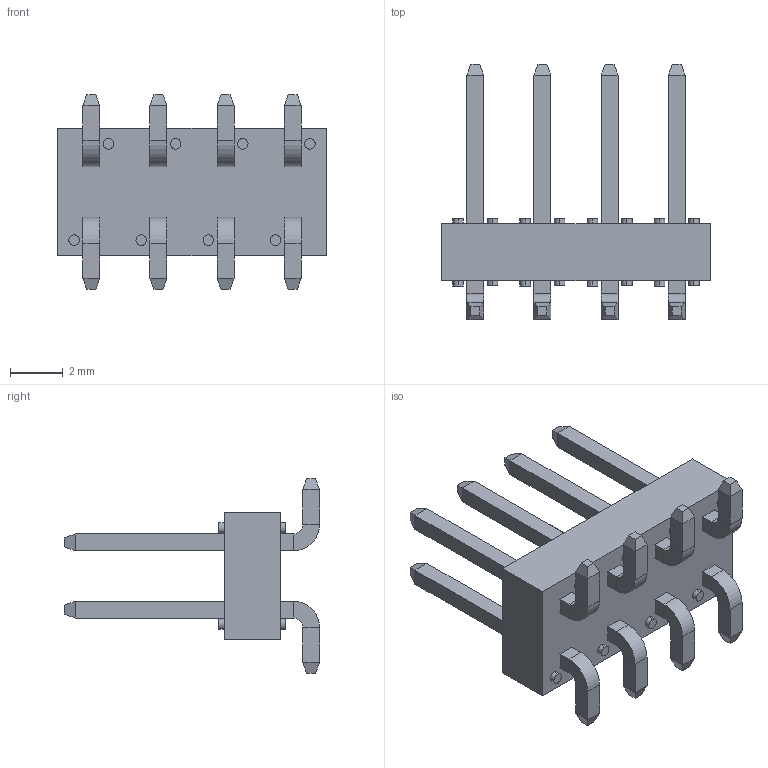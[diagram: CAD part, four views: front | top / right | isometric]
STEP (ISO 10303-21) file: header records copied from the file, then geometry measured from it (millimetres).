
FILE_DESCRIPTION (( 'STEP AP214' ), '1' );
FILE_NAME ('54202-S08-04A.STEP', '2022-04-13T13:51:40', ( '' ), ( '' ), 'SwSTEP 2.0', 'SolidWorks 2017', '' );
FILE_SCHEMA (( 'AUTOMOTIVE_DESIGN' ));
Length unit declared in the file: millimetre
Products named in the file (4): A-Tin; 54202 Tin_04; 54202-S08-04A; B-Tin_Tin
Assembly tree (9 placements, depth 2):
  54202-S08-04A
    54202 Tin_04
    A-Tin  x4
    B-Tin_Tin  x4
Bounding box: 10.16 x 9.65 x 7.37 mm (x, y, z)
Volume: 134.9 mm3; surface area: 436.9 mm2
Topology: 9 solids, 9 shells, 262 faces, 556 edges, 328 vertices
Faces by surface type: plane 214, cylinder 48
Entity records: 3806 total; most frequent: DIRECTION 648, CARTESIAN_POINT 618, ORIENTED_EDGE 584, EDGE_CURVE 292, VECTOR 220, LINE 220, AXIS2_PLACEMENT_3D 214, VERTEX_POINT 184
